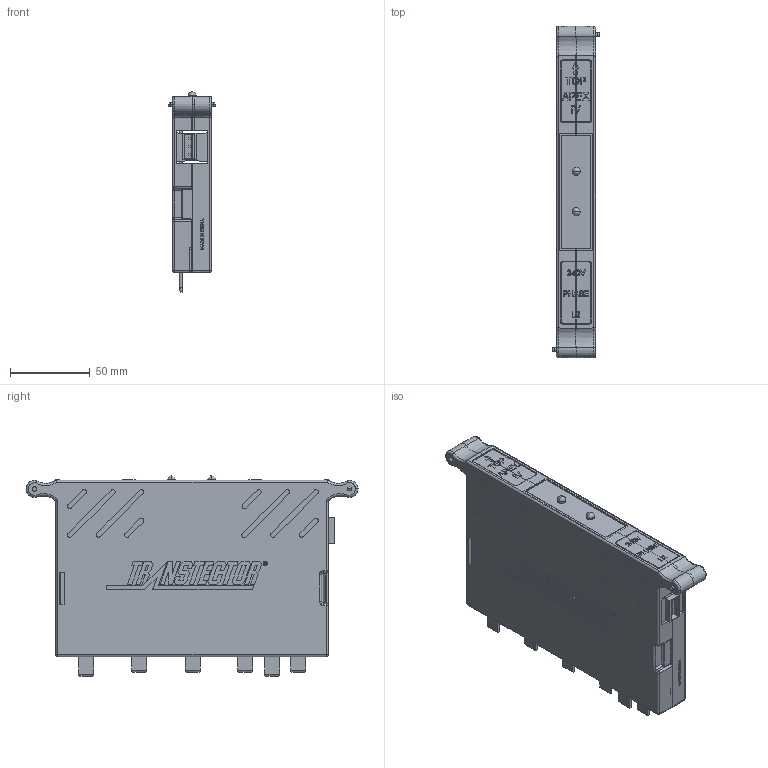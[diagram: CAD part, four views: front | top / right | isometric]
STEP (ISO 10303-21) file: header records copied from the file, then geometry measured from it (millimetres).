
FILE_DESCRIPTION (( 'STEP AP214' ), '1' );
FILE_NAME ('1000-796-42-E.STEP', '2019-01-03T18:35:53', ( '' ), ( '' ), 'SwSTEP 2.0', 'SolidWorks 2018', '' );
FILE_SCHEMA (( 'AUTOMOTIVE_DESIGN' ));
Length unit declared in the file: inch
Products named in the file (11): greenled; 2001-123; ledassy; 2200-222; 2003-767; 2003-766-4; 2500-160; 1000-796-42-E; yelled; E001-024
Assembly tree (11 placements, depth 3):
  1000-796-42-E
    2001-123  x2
    ledassy
      E001-024
      yelled
      greenled
    2200-222
      2200-222
      2500-160
    2003-766-4
    2003-767
Bounding box: 29.72 x 208.75 x 125.89 mm (x, y, z)
Volume: 148888.3 mm3; surface area: 146688.8 mm2
Topology: 9 solids, 9 shells, 1908 faces, 5176 edges, 3422 vertices
Faces by surface type: plane 1226, cylinder 384, bspline 138, cone 130, torus 18, sphere 12
Entity records: 52862 total; most frequent: CARTESIAN_POINT 14008, ORIENTED_EDGE 7210, DIRECTION 6523, EDGE_CURVE 3605, LINE 2509, VECTOR 2509, VERTEX_POINT 2386, AXIS2_PLACEMENT_3D 2007
